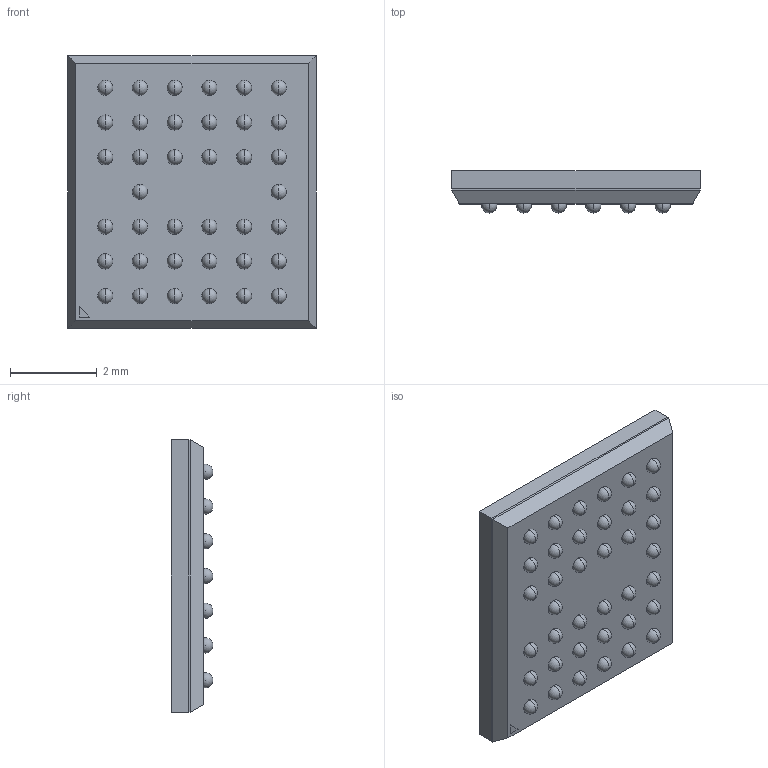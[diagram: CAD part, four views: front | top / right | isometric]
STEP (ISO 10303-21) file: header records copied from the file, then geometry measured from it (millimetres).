
FILE_DESCRIPTION (( 'STEP AP214' ), '1' );
FILE_NAME ('OV2640.STEP', '2023-11-09T15:12:28', ( '' ), ( '' ), 'SwSTEP 2.0', 'SolidWorks 2021', '' );
FILE_SCHEMA (( 'AUTOMOTIVE_DESIGN' ));
Length unit declared in the file: millimetre
Products named in the file (1): OV2640
Bounding box: 5.72 x 0.96 x 6.29 mm (x, y, z)
Volume: 27.1 mm3; surface area: 244.6 mm2
Topology: 43 solids, 43 shells, 148 faces, 408 edges, 272 vertices
Faces by surface type: sphere 76, plane 68, cylinder 4
Entity records: 3778 total; most frequent: DIRECTION 676, CARTESIAN_POINT 525, ORIENTED_EDGE 436, AXIS2_PLACEMENT_3D 309, EDGE_CURVE 218, CIRCLE 160, VERTEX_POINT 158, EDGE_LOOP 150
